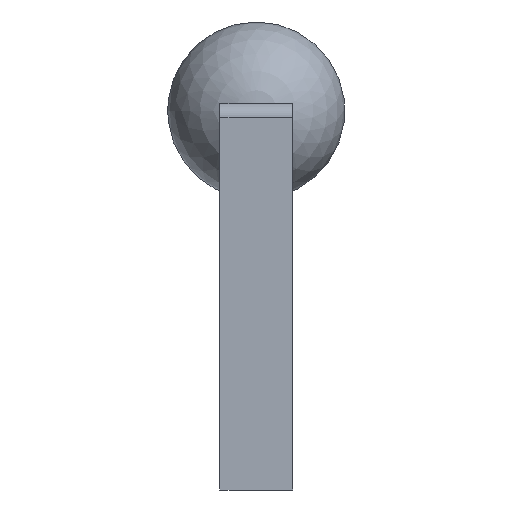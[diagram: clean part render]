
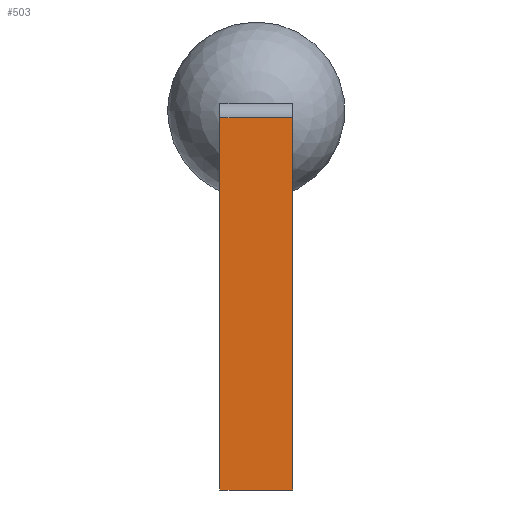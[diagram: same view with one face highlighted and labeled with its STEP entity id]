
A CAD part, left-side view. The second image highlights one B-rep face of the part: STEP entity #503.
In plain terms, the highlighted planar face has unit normal (-1, 0, 0).
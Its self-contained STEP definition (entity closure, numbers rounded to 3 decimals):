
#478 = VERTEX_POINT('',#479);
#479 = CARTESIAN_POINT('',(-16.,-0.4,-4.17));
#485 = EDGE_CURVE('',#486,#478,#488,.T.);
#486 = VERTEX_POINT('',#487);
#487 = CARTESIAN_POINT('',(-16.,0.4,-4.17));
#488 = LINE('',#489,#490);
#489 = CARTESIAN_POINT('',(-16.,0.4,-4.17));
#490 = VECTOR('',#491,1.);
#491 = DIRECTION('',(0.,-1.,0.));
#503 = ADVANCED_FACE('',(#504),#529,.T.);
#504 = FACE_BOUND('',#505,.T.);
#505 = EDGE_LOOP('',(#506,#507,#515,#523));
#506 = ORIENTED_EDGE('',*,*,#485,.T.);
#507 = ORIENTED_EDGE('',*,*,#508,.T.);
#508 = EDGE_CURVE('',#478,#509,#511,.T.);
#509 = VERTEX_POINT('',#510);
#510 = CARTESIAN_POINT('',(-16.,-0.4,-0.08));
#511 = LINE('',#512,#513);
#512 = CARTESIAN_POINT('',(-16.,-0.4,-4.17));
#513 = VECTOR('',#514,1.);
#514 = DIRECTION('',(0.,0.,1.));
#515 = ORIENTED_EDGE('',*,*,#516,.F.);
#516 = EDGE_CURVE('',#517,#509,#519,.T.);
#517 = VERTEX_POINT('',#518);
#518 = CARTESIAN_POINT('',(-16.,0.4,-0.08));
#519 = LINE('',#520,#521);
#520 = CARTESIAN_POINT('',(-16.,0.4,-0.08));
#521 = VECTOR('',#522,1.);
#522 = DIRECTION('',(0.,-1.,0.));
#523 = ORIENTED_EDGE('',*,*,#524,.F.);
#524 = EDGE_CURVE('',#486,#517,#525,.T.);
#525 = LINE('',#526,#527);
#526 = CARTESIAN_POINT('',(-16.,0.4,-4.17));
#527 = VECTOR('',#528,1.);
#528 = DIRECTION('',(0.,0.,1.));
#529 = PLANE('',#530);
#530 = AXIS2_PLACEMENT_3D('',#531,#532,#533);
#531 = CARTESIAN_POINT('',(-16.,0.4,-4.17));
#532 = DIRECTION('',(-1.,0.,0.));
#533 = DIRECTION('',(0.,0.,1.));
